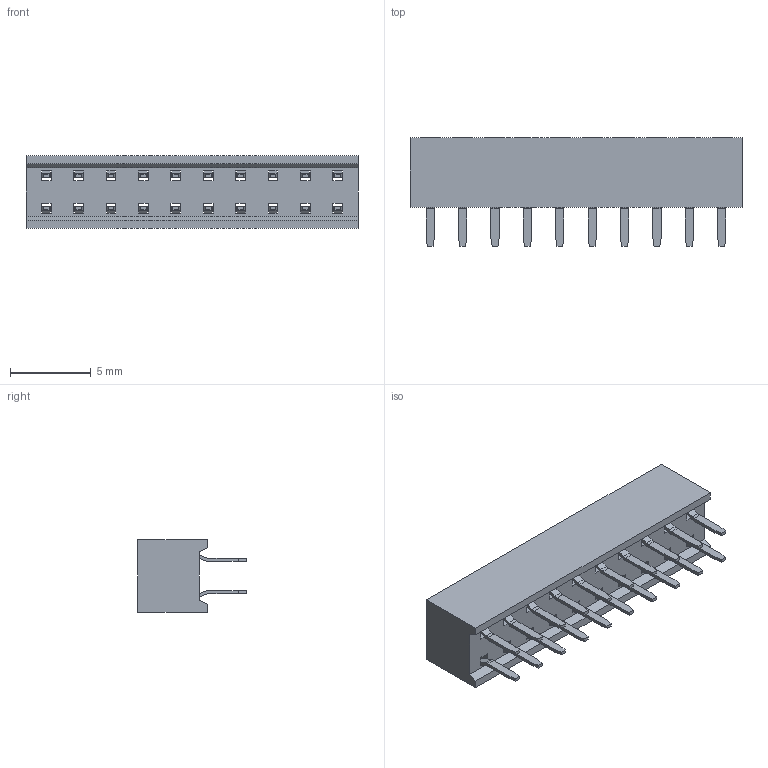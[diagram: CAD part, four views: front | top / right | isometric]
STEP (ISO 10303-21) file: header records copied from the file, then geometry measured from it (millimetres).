
FILE_DESCRIPTION (( 'STEP AP214' ), '1' );
FILE_NAME ('User Library-2X2.0_10P.STEP', '2019-07-07T06:57:31', ( '' ), ( '' ), 'SwSTEP 2.0', 'SolidWorks 2019', '' );
FILE_SCHEMA (( 'AUTOMOTIVE_DESIGN' ));
Length unit declared in the file: millimetre
Products named in the file (1): User Library-2X2.0_10P
Bounding box: 20.5 x 6.7 x 4.5 mm (x, y, z)
Volume: 339.4 mm3; surface area: 656.3 mm2
Topology: 1 solids, 1 shells, 390 faces, 1044 edges, 656 vertices
Faces by surface type: plane 350, cylinder 40
Entity records: 16034 total; most frequent: CARTESIAN_POINT 2091, ORIENTED_EDGE 2088, DIRECTION 1906, EDGE_CURVE 1044, LINE 964, VECTOR 964, VERTEX_POINT 656, AXIS2_PLACEMENT_3D 471
